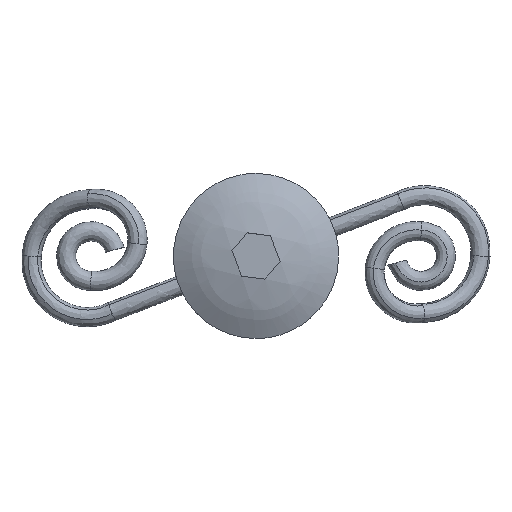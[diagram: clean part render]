
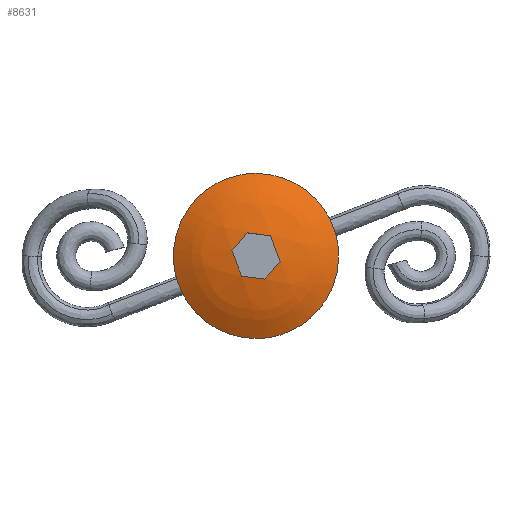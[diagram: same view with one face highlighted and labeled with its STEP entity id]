
A CAD part, top view. The second image highlights one B-rep face of the part: STEP entity #8631.
In plain terms, the highlighted free-form (B-spline) face has degree [2, 2] with [4, 4] control points.
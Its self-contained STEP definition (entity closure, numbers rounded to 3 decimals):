
#6555=CARTESIAN_POINT('',(-0.708,5.958,7.352));
#6556=VERTEX_POINT('',#6555);
#6562=CARTESIAN_POINT('',(6.0,0.0,7.352));
#6563=VERTEX_POINT('',#6562);
#6564=CARTESIAN_POINT('',(-0.708,5.958,7.352));
#6565=CARTESIAN_POINT('',(-0.355,6.0,7.352));
#6566=CARTESIAN_POINT('',(0.0,6.0,7.352));
#6567=CARTESIAN_POINT('',(6.0,6.0,7.352));
#6568=CARTESIAN_POINT('',(6.0,0.0,7.352));
#6576=(BOUNDED_CURVE()B_SPLINE_CURVE(2,(#6564,#6565,#6566,#6567,#6568),.UNSPECIFIED.,.F.,.U.)B_SPLINE_CURVE_WITH_KNOTS((3,2,3),(0.23,0.25,0.5),.UNSPECIFIED.)CURVE()GEOMETRIC_REPRESENTATION_ITEM()RATIONAL_B_SPLINE_CURVE((0.956,0.976,1.0,0.707,1.0))REPRESENTATION_ITEM(''));
#6577=EDGE_CURVE('',#6556,#6563,#6576,.T.);
#6579=CARTESIAN_POINT('',(0.366,-5.989,7.352));
#6580=VERTEX_POINT('',#6579);
#6581=CARTESIAN_POINT('',(6.0,0.0,7.352));
#6582=CARTESIAN_POINT('',(6.0,-5.644,7.352));
#6583=CARTESIAN_POINT('',(0.366,-5.989,7.352));
#6591=(BOUNDED_CURVE()B_SPLINE_CURVE(2,(#6581,#6582,#6583),.UNSPECIFIED.,.F.,.U.)B_SPLINE_CURVE_WITH_KNOTS((3,3),(0.5,0.739),.UNSPECIFIED.)CURVE()GEOMETRIC_REPRESENTATION_ITEM()RATIONAL_B_SPLINE_CURVE((1.0,0.72,0.976))REPRESENTATION_ITEM(''));
#6592=EDGE_CURVE('',#6563,#6580,#6591,.T.);
#6666=CARTESIAN_POINT('',(-6.0,0.0,7.352));
#6667=VERTEX_POINT('',#6666);
#6668=CARTESIAN_POINT('',(0.366,-5.989,7.352));
#6669=CARTESIAN_POINT('',(0.183,-6.0,7.352));
#6670=CARTESIAN_POINT('',(0.0,-6.0,7.352));
#6671=CARTESIAN_POINT('',(-6.0,-6.0,7.352));
#6672=CARTESIAN_POINT('',(-6.0,0.0,7.352));
#6680=(BOUNDED_CURVE()B_SPLINE_CURVE(2,(#6668,#6669,#6670,#6671,#6672),.UNSPECIFIED.,.F.,.U.)B_SPLINE_CURVE_WITH_KNOTS((3,2,3),(0.739,0.75,1.0),.UNSPECIFIED.)CURVE()GEOMETRIC_REPRESENTATION_ITEM()RATIONAL_B_SPLINE_CURVE((0.976,0.988,1.0,0.707,1.0))REPRESENTATION_ITEM(''));
#6681=EDGE_CURVE('',#6580,#6667,#6680,.T.);
#6683=CARTESIAN_POINT('',(-6.0,0.0,7.352));
#6684=CARTESIAN_POINT('',(-6.0,5.329,7.352));
#6685=CARTESIAN_POINT('',(-0.708,5.958,7.352));
#6693=(BOUNDED_CURVE()B_SPLINE_CURVE(2,(#6683,#6684,#6685),.UNSPECIFIED.,.F.,.U.)B_SPLINE_CURVE_WITH_KNOTS((3,3),(0.0,0.23),.UNSPECIFIED.)CURVE()GEOMETRIC_REPRESENTATION_ITEM()RATIONAL_B_SPLINE_CURVE((1.0,0.731,0.956))REPRESENTATION_ITEM(''));
#6694=EDGE_CURVE('',#6667,#6556,#6693,.T.);
#8331=CARTESIAN_POINT('',(-1.466,1.044,8.816));
#8332=VERTEX_POINT('',#8331);
#8333=CARTESIAN_POINT('',(-1.68,-0.645,8.816));
#8334=VERTEX_POINT('',#8333);
#8335=CARTESIAN_POINT('',(-1.466,1.044,8.816));
#8336=CARTESIAN_POINT('',(-1.573,0.199,8.877));
#8337=CARTESIAN_POINT('',(-1.68,-0.645,8.816));
#8345=(BOUNDED_CURVE()B_SPLINE_CURVE(2,(#8335,#8336,#8337),.UNSPECIFIED.,.F.,.U.)CURVE()GEOMETRIC_REPRESENTATION_ITEM()QUASI_UNIFORM_CURVE()RATIONAL_B_SPLINE_CURVE((1.0,0.997,1.0))REPRESENTATION_ITEM(''));
#8346=EDGE_CURVE('',#8332,#8334,#8345,.T.);
#8367=CARTESIAN_POINT('',(0.391,1.757,8.816));
#8368=VERTEX_POINT('',#8367);
#8369=CARTESIAN_POINT('',(0.391,1.757,8.816));
#8370=CARTESIAN_POINT('',(-0.538,1.4,8.899));
#8371=CARTESIAN_POINT('',(-1.466,1.044,8.816));
#8379=(BOUNDED_CURVE()B_SPLINE_CURVE(2,(#8369,#8370,#8371),.UNSPECIFIED.,.F.,.U.)CURVE()GEOMETRIC_REPRESENTATION_ITEM()QUASI_UNIFORM_CURVE()RATIONAL_B_SPLINE_CURVE((1.0,0.997,1.0))REPRESENTATION_ITEM(''));
#8380=EDGE_CURVE('',#8368,#8332,#8379,.T.);
#8397=CARTESIAN_POINT('',(1.68,0.645,8.816));
#8398=VERTEX_POINT('',#8397);
#8399=CARTESIAN_POINT('',(1.68,0.645,8.816));
#8400=CARTESIAN_POINT('',(1.036,1.201,8.877));
#8401=CARTESIAN_POINT('',(0.391,1.757,8.816));
#8409=(BOUNDED_CURVE()B_SPLINE_CURVE(2,(#8399,#8400,#8401),.UNSPECIFIED.,.F.,.U.)CURVE()GEOMETRIC_REPRESENTATION_ITEM()QUASI_UNIFORM_CURVE()RATIONAL_B_SPLINE_CURVE((1.0,0.997,1.0))REPRESENTATION_ITEM(''));
#8410=EDGE_CURVE('',#8398,#8368,#8409,.T.);
#8427=CARTESIAN_POINT('',(1.466,-1.044,8.816));
#8428=VERTEX_POINT('',#8427);
#8429=CARTESIAN_POINT('',(1.466,-1.044,8.816));
#8430=CARTESIAN_POINT('',(1.573,-0.199,8.877));
#8431=CARTESIAN_POINT('',(1.68,0.645,8.816));
#8439=(BOUNDED_CURVE()B_SPLINE_CURVE(2,(#8429,#8430,#8431),.UNSPECIFIED.,.F.,.U.)CURVE()GEOMETRIC_REPRESENTATION_ITEM()QUASI_UNIFORM_CURVE()RATIONAL_B_SPLINE_CURVE((1.0,0.997,1.0))REPRESENTATION_ITEM(''));
#8440=EDGE_CURVE('',#8428,#8398,#8439,.T.);
#8457=CARTESIAN_POINT('',(-0.391,-1.757,8.816));
#8458=VERTEX_POINT('',#8457);
#8459=CARTESIAN_POINT('',(-0.391,-1.757,8.816));
#8460=CARTESIAN_POINT('',(0.538,-1.4,8.899));
#8461=CARTESIAN_POINT('',(1.466,-1.044,8.816));
#8469=(BOUNDED_CURVE()B_SPLINE_CURVE(2,(#8459,#8460,#8461),.UNSPECIFIED.,.F.,.U.)CURVE()GEOMETRIC_REPRESENTATION_ITEM()QUASI_UNIFORM_CURVE()RATIONAL_B_SPLINE_CURVE((1.0,0.997,1.0))REPRESENTATION_ITEM(''));
#8470=EDGE_CURVE('',#8458,#8428,#8469,.T.);
#8487=CARTESIAN_POINT('',(-1.68,-0.645,8.816));
#8488=CARTESIAN_POINT('',(-1.036,-1.201,8.877));
#8489=CARTESIAN_POINT('',(-0.391,-1.757,8.816));
#8497=(BOUNDED_CURVE()B_SPLINE_CURVE(2,(#8487,#8488,#8489),.UNSPECIFIED.,.F.,.U.)CURVE()GEOMETRIC_REPRESENTATION_ITEM()QUASI_UNIFORM_CURVE()RATIONAL_B_SPLINE_CURVE((1.0,0.997,1.0))REPRESENTATION_ITEM(''));
#8498=EDGE_CURVE('',#8334,#8458,#8497,.T.);
#8593=CARTESIAN_POINT('',(-6.031,-6.031,5.414));
#8594=CARTESIAN_POINT('',(-3.254,-6.509,7.043));
#8595=CARTESIAN_POINT('',(3.254,-6.509,7.043));
#8596=CARTESIAN_POINT('',(6.031,-6.031,5.414));
#8597=CARTESIAN_POINT('',(-6.509,-3.254,7.043));
#8598=CARTESIAN_POINT('',(-3.534,-3.534,8.952));
#8599=CARTESIAN_POINT('',(3.534,-3.534,8.952));
#8600=CARTESIAN_POINT('',(6.509,-3.254,7.043));
#8601=CARTESIAN_POINT('',(-6.509,3.254,7.043));
#8602=CARTESIAN_POINT('',(-3.534,3.534,8.952));
#8603=CARTESIAN_POINT('',(3.534,3.534,8.952));
#8604=CARTESIAN_POINT('',(6.509,3.254,7.043));
#8605=CARTESIAN_POINT('',(-6.031,6.031,5.414));
#8606=CARTESIAN_POINT('',(-3.254,6.509,7.043));
#8607=CARTESIAN_POINT('',(3.254,6.509,7.043));
#8608=CARTESIAN_POINT('',(6.031,6.031,5.414));
#8616=(BOUNDED_SURFACE()B_SPLINE_SURFACE(2,2,((#8593,#8597,#8601,#8605),(#8594,#8598,#8602,#8606),(#8595,#8599,#8603,#8607),(#8596,#8600,#8604,#8608)),.UNSPECIFIED.,.F.,.F.,.U.)B_SPLINE_SURFACE_WITH_KNOTS((3,1,3),(3,1,3),(0.0,6.777,13.554),(0.0,6.777,13.554),.UNSPECIFIED.)GEOMETRIC_REPRESENTATION_ITEM()RATIONAL_B_SPLINE_SURFACE(((1.172,1.086,1.086,1.172),(1.086,1.0,1.0,1.086),(1.086,1.0,1.0,1.086),(1.172,1.086,1.086,1.172)))REPRESENTATION_ITEM('')SURFACE());
#8617=ORIENTED_EDGE('',*,*,#6681,.F.);
#8618=ORIENTED_EDGE('',*,*,#6592,.F.);
#8619=ORIENTED_EDGE('',*,*,#6577,.F.);
#8620=ORIENTED_EDGE('',*,*,#6694,.F.);
#8621=EDGE_LOOP('',(#8617,#8618,#8619,#8620));
#8622=FACE_OUTER_BOUND('',#8621,.T.);
#8623=ORIENTED_EDGE('',*,*,#8498,.F.);
#8624=ORIENTED_EDGE('',*,*,#8346,.F.);
#8625=ORIENTED_EDGE('',*,*,#8380,.F.);
#8626=ORIENTED_EDGE('',*,*,#8410,.F.);
#8627=ORIENTED_EDGE('',*,*,#8440,.F.);
#8628=ORIENTED_EDGE('',*,*,#8470,.F.);
#8629=EDGE_LOOP('',(#8623,#8624,#8625,#8626,#8627,#8628));
#8630=FACE_BOUND('',#8629,.T.);
#8631=ADVANCED_FACE('',(#8622,#8630),#8616,.T.);
